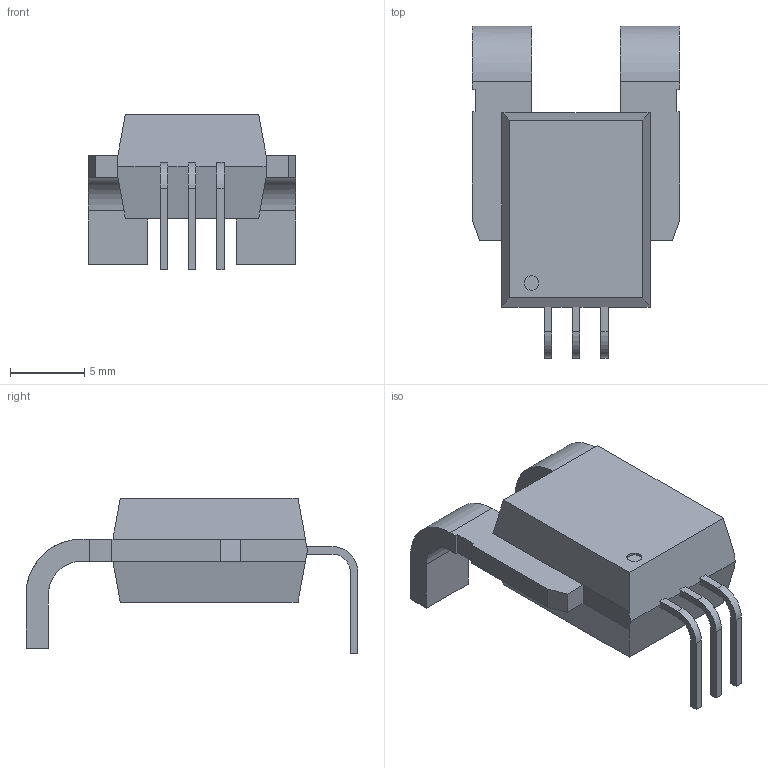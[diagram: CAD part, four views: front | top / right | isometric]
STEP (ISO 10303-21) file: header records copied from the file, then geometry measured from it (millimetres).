
FILE_DESCRIPTION(('FreeCAD Model'),'2;1');
FILE_NAME( 'User Library-ACS758xCB-PFF_ACS758xCB-PFF_sp.step', '2017-07-28T17:26:07',('kicad StepUp'),('ksu MCAD'), 'Open CASCADE STEP processor 6.8','FreeCAD','Unknown');
FILE_SCHEMA(('AUTOMOTIVE_DESIGN_CC2 { 1 2 10303 214 -1 1 5 4 }'));
Length unit declared in the file: millimetre
Products named in the file (2): ASSEMBLY; User_Library-ACS758xCB-PFF_ACS758xCB-PFF_sp
Assembly tree (1 placements, depth 2):
  ASSEMBLY
    User_Library-ACS758xCB-PFF_ACS758xCB-PFF_sp
Bounding box: 14 x 22.41 x 10.48 mm (x, y, z)
Volume: 1032.2 mm3; surface area: 898.4 mm2
Topology: 1 solids, 1 shells, 73 faces, 205 edges, 135 vertices
Faces by surface type: plane 61, cylinder 12
Entity records: 2901 total; most frequent: CARTESIAN_POINT 467, ORIENTED_EDGE 410, DIRECTION 370, EDGE_CURVE 205, LINE 176, VECTOR 176, VERTEX_POINT 135, AXIS2_PLACEMENT_3D 97
